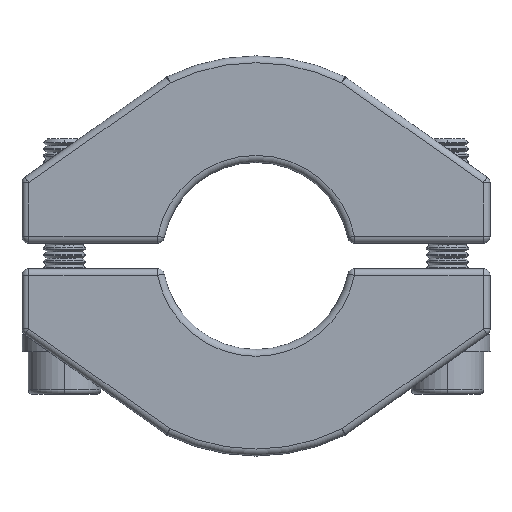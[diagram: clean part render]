
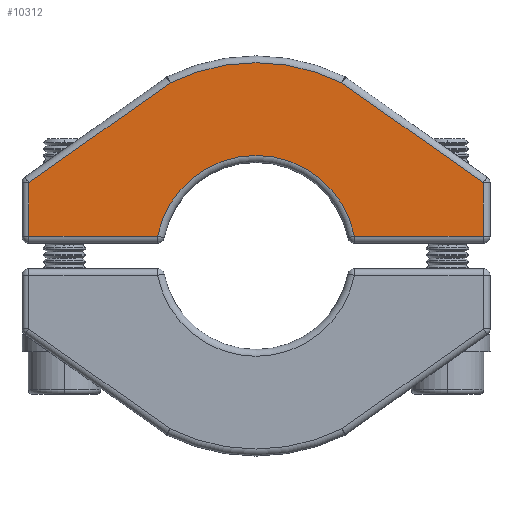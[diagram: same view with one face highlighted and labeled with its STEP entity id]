
A CAD part, top view. The second image highlights one B-rep face of the part: STEP entity #10312.
In plain terms, the highlighted planar face has unit normal (0, 0, 1).
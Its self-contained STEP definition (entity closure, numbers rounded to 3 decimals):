
#4 = EDGE_CURVE ( 'NONE', #10889, #10875, #297, .T. ) ;
#100 = EDGE_CURVE ( 'NONE', #10891, #11096, #6392, .T. ) ;
#134 = EDGE_CURVE ( 'NONE', #10875, #10819, #6440, .T. ) ;
#138 = EDGE_CURVE ( 'NONE', #11098, #11031, #6447, .T. ) ;
#297 = LINE ( 'NONE', #10558, #347 ) ;
#347 = VECTOR ( 'NONE', #11146, 1000. ) ;
#2669 = CARTESIAN_POINT ( 'NONE',  ( -26.7, 8.586, 0. ) ) ;
#2693 = CARTESIAN_POINT ( 'NONE',  ( -10.088, 20.335, 0. ) ) ;
#2809 = CARTESIAN_POINT ( 'NONE',  ( -11.574, 2.3, 0. ) ) ;
#5753 = VECTOR ( 'NONE', #11599, 1000. ) ;
#5755 = LINE ( 'NONE', #11597, #5753 ) ;
#5791 = LINE ( 'NONE', #11711, #5803 ) ;
#5803 = VECTOR ( 'NONE', #11712, 1000. ) ;
#5815 = CIRCLE ( 'NONE', #7664, 11.8 ) ;
#5822 = CIRCLE ( 'NONE', #7666, 22.7 ) ;
#6392 = LINE ( 'NONE', #16201, #6393 ) ;
#6393 = VECTOR ( 'NONE', #16186, 1000. ) ;
#6432 = VECTOR ( 'NONE', #16326, 1000. ) ;
#6436 = VECTOR ( 'NONE', #16355, 1000. ) ;
#6440 = LINE ( 'NONE', #16320, #6432 ) ;
#6447 = LINE ( 'NONE', #16323, #6436 ) ;
#7089 = FACE_OUTER_BOUND ( 'NONE', #13390, .T. ) ;
#7664 = AXIS2_PLACEMENT_3D ( 'NONE', #11735, #11751, #11734 ) ;
#7666 = AXIS2_PLACEMENT_3D ( 'NONE', #11801, #11787, #11779 ) ;
#8775 = CARTESIAN_POINT ( 'NONE',  ( 26.7, 8.586, 0. ) ) ;
#8800 = CARTESIAN_POINT ( 'NONE',  ( 26.7, 2.3, 0. ) ) ;
#8900 = CARTESIAN_POINT ( 'NONE',  ( -26.7, 2.3, 0. ) ) ;
#9325 = ORIENTED_EDGE ( 'NONE', *, *, #16552, .T. ) ;
#9412 = ORIENTED_EDGE ( 'NONE', *, *, #4, .T. ) ;
#9427 = ORIENTED_EDGE ( 'NONE', *, *, #134, .T. ) ;
#9580 = ORIENTED_EDGE ( 'NONE', *, *, #16606, .T. ) ;
#9583 = ORIENTED_EDGE ( 'NONE', *, *, #16590, .T. ) ;
#9597 = ORIENTED_EDGE ( 'NONE', *, *, #138, .T. ) ;
#9634 = ORIENTED_EDGE ( 'NONE', *, *, #16600, .T. ) ;
#9654 = ORIENTED_EDGE ( 'NONE', *, *, #100, .T. ) ;
#10312 = ADVANCED_FACE ( 'NONE', ( #7089 ), #15696, .T. ) ;
#10558 = CARTESIAN_POINT ( 'NONE',  ( 26.7, 0., 0. ) ) ;
#10716 = VERTEX_POINT ( 'NONE', #15119 ) ;
#10819 = VERTEX_POINT ( 'NONE', #15101 ) ;
#10875 = VERTEX_POINT ( 'NONE', #8775 ) ;
#10889 = VERTEX_POINT ( 'NONE', #8800 ) ;
#10891 = VERTEX_POINT ( 'NONE', #8900 ) ;
#11031 = VERTEX_POINT ( 'NONE', #2669 ) ;
#11096 = VERTEX_POINT ( 'NONE', #2809 ) ;
#11098 = VERTEX_POINT ( 'NONE', #2693 ) ;
#11146 = DIRECTION ( 'NONE',  ( 0., 1., 0. ) ) ;
#11597 = CARTESIAN_POINT ( 'NONE',  ( -26.7, 0., 0. ) ) ;
#11599 = DIRECTION ( 'NONE',  ( 0., -1., 0. ) ) ;
#11711 = CARTESIAN_POINT ( 'NONE',  ( 0., 2.3, 0. ) ) ;
#11712 = DIRECTION ( 'NONE',  ( 1., 0., 0. ) ) ;
#11734 = DIRECTION ( 'NONE',  ( -1., 0., 0. ) ) ;
#11735 = CARTESIAN_POINT ( 'NONE',  ( 0., 0., 0. ) ) ;
#11751 = DIRECTION ( 'NONE',  ( 0., 0., -1. ) ) ;
#11779 = DIRECTION ( 'NONE',  ( -1., 0., 0. ) ) ;
#11787 = DIRECTION ( 'NONE',  ( 0., 0., 1. ) ) ;
#11801 = CARTESIAN_POINT ( 'NONE',  ( 0., 0., 0. ) ) ;
#13390 = EDGE_LOOP ( 'NONE', ( #9427, #9580, #9597, #9325, #9654, #9634, #9583, #9412 ) ) ;
#15101 = CARTESIAN_POINT ( 'NONE',  ( 10.088, 20.335, 0. ) ) ;
#15119 = CARTESIAN_POINT ( 'NONE',  ( 11.574, 2.3, 0. ) ) ;
#15693 = DIRECTION ( 'NONE',  ( -1., 0., 0. ) ) ;
#15694 = DIRECTION ( 'NONE',  ( 0., 0., 1. ) ) ;
#15696 = PLANE ( 'NONE',  #16526 ) ;
#15704 = CARTESIAN_POINT ( 'NONE',  ( 0., 0., 0. ) ) ;
#16186 = DIRECTION ( 'NONE',  ( 1., 0., 0. ) ) ;
#16201 = CARTESIAN_POINT ( 'NONE',  ( 0., 2.3, 0. ) ) ;
#16320 = CARTESIAN_POINT ( 'NONE',  ( 12.951, 18.311, 0. ) ) ;
#16323 = CARTESIAN_POINT ( 'NONE',  ( -12.951, 18.311, 0. ) ) ;
#16326 = DIRECTION ( 'NONE',  ( -0.816, 0.577, 0. ) ) ;
#16355 = DIRECTION ( 'NONE',  ( -0.816, -0.577, 0. ) ) ;
#16526 = AXIS2_PLACEMENT_3D ( 'NONE', #15704, #15694, #15693 ) ;
#16552 = EDGE_CURVE ( 'NONE', #11031, #10891, #5755, .T. ) ;
#16590 = EDGE_CURVE ( 'NONE', #10716, #10889, #5791, .T. ) ;
#16600 = EDGE_CURVE ( 'NONE', #11096, #10716, #5815, .T. ) ;
#16606 = EDGE_CURVE ( 'NONE', #10819, #11098, #5822, .T. ) ;
